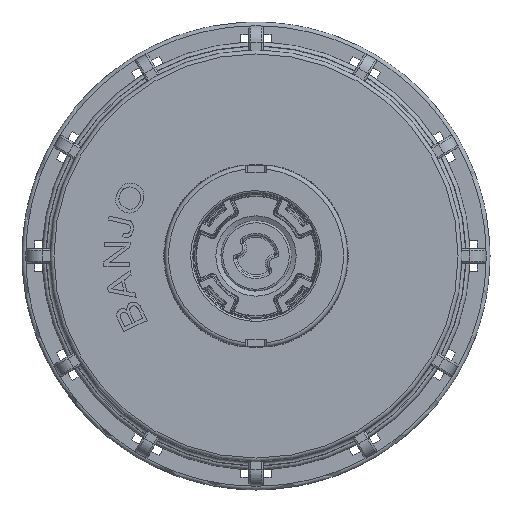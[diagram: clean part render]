
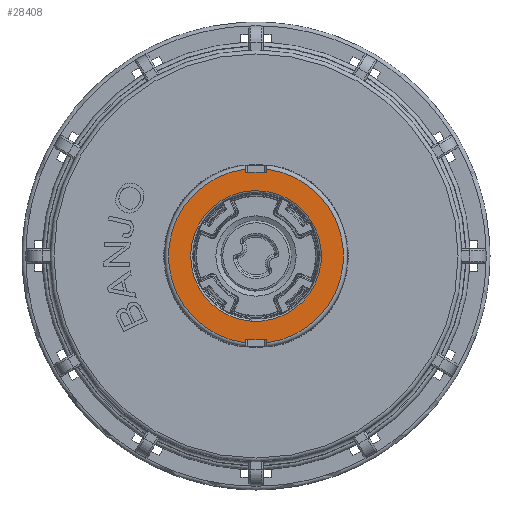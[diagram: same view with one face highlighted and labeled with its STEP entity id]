
A CAD part, left-side view. The second image highlights one B-rep face of the part: STEP entity #28408.
In plain terms, the highlighted face is planar.
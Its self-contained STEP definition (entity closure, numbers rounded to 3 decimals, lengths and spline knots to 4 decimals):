
#376=FACE_BOUND('',#8615,.T.);
#1555=LINE('',#50869,#3738);
#1561=LINE('',#50907,#3744);
#1934=LINE('',#52864,#4117);
#1935=LINE('',#52865,#4118);
#3738=VECTOR('',#35077,0.0436);
#3744=VECTOR('',#35089,0.0436);
#4117=VECTOR('',#36958,0.0436);
#4118=VECTOR('',#36959,0.0436);
#5479=PLANE('',#31061);
#6878=FACE_OUTER_BOUND('',#8614,.T.);
#8614=EDGE_LOOP('',(#23156,#23157,#23158,#23159,#23160,#23161,#23162,#23163,
#23164,#23165,#23166,#23167));
#8615=EDGE_LOOP('',(#23168));
#9853=CIRCLE('',#29940,1.0235);
#10086=CIRCLE('',#30304,0.015);
#10088=CIRCLE('',#30307,1.31);
#10089=CIRCLE('',#30309,0.015);
#10090=CIRCLE('',#30312,0.015);
#10091=CIRCLE('',#30315,0.015);
#10092=CIRCLE('',#30317,1.31);
#10277=CIRCLE('',#30503,1.37);
#10555=CIRCLE('',#30874,1.37);
#12419=VERTEX_POINT('',#45990);
#12764=VERTEX_POINT('',#50810);
#12765=VERTEX_POINT('',#50812);
#12769=VERTEX_POINT('',#50832);
#12771=VERTEX_POINT('',#50849);
#12774=VERTEX_POINT('',#50858);
#12777=VERTEX_POINT('',#50885);
#12778=VERTEX_POINT('',#50887);
#12781=VERTEX_POINT('',#50896);
#12784=VERTEX_POINT('',#50923);
#12785=VERTEX_POINT('',#50925);
#12971=VERTEX_POINT('',#51312);
#13344=VERTEX_POINT('',#52271);
#15500=EDGE_CURVE('',#12419,#12419,#9853,.T.);
#16091=EDGE_CURVE('',#12764,#12765,#10086,.T.);
#16097=EDGE_CURVE('',#12764,#12769,#10088,.T.);
#16100=EDGE_CURVE('',#12771,#12769,#10089,.T.);
#16105=EDGE_CURVE('',#12771,#12774,#1555,.T.);
#16108=EDGE_CURVE('',#12777,#12778,#10090,.T.);
#16114=EDGE_CURVE('',#12777,#12781,#1561,.T.);
#16117=EDGE_CURVE('',#12784,#12785,#10091,.T.);
#16119=EDGE_CURVE('',#12784,#12778,#10092,.T.);
#16307=EDGE_CURVE('',#12971,#12774,#10277,.T.);
#16773=EDGE_CURVE('',#13344,#12781,#10555,.T.);
#17055=EDGE_CURVE('',#12971,#12785,#1934,.T.);
#17056=EDGE_CURVE('',#13344,#12765,#1935,.T.);
#23156=ORIENTED_EDGE('',*,*,#16307,.F.);
#23157=ORIENTED_EDGE('',*,*,#17055,.T.);
#23158=ORIENTED_EDGE('',*,*,#16117,.F.);
#23159=ORIENTED_EDGE('',*,*,#16119,.T.);
#23160=ORIENTED_EDGE('',*,*,#16108,.F.);
#23161=ORIENTED_EDGE('',*,*,#16114,.T.);
#23162=ORIENTED_EDGE('',*,*,#16773,.F.);
#23163=ORIENTED_EDGE('',*,*,#17056,.T.);
#23164=ORIENTED_EDGE('',*,*,#16091,.F.);
#23165=ORIENTED_EDGE('',*,*,#16097,.T.);
#23166=ORIENTED_EDGE('',*,*,#16100,.F.);
#23167=ORIENTED_EDGE('',*,*,#16105,.T.);
#23168=ORIENTED_EDGE('',*,*,#15500,.F.);
#28408=ADVANCED_FACE('',(#6878,#376),#5479,.T.);
#29940=AXIS2_PLACEMENT_3D('',#45991,#34260,#34261);
#30304=AXIS2_PLACEMENT_3D('',#50813,#35057,#35058);
#30307=AXIS2_PLACEMENT_3D('',#50834,#35065,#35066);
#30309=AXIS2_PLACEMENT_3D('',#50851,#35070,#35071);
#30312=AXIS2_PLACEMENT_3D('',#50888,#35081,#35082);
#30315=AXIS2_PLACEMENT_3D('',#50926,#35093,#35094);
#30317=AXIS2_PLACEMENT_3D('',#50929,#35098,#35099);
#30503=AXIS2_PLACEMENT_3D('',#51323,#35470,#35471);
#30874=AXIS2_PLACEMENT_3D('',#52282,#36397,#36398);
#31061=AXIS2_PLACEMENT_3D('',#52863,#36956,#36957);
#34260=DIRECTION('center_axis',(0.,1.,0.));
#34261=DIRECTION('ref_axis',(-1.,0.,0.));
#35057=DIRECTION('center_axis',(0.,1.,0.));
#35058=DIRECTION('ref_axis',(0.667,0.,0.745));
#35065=DIRECTION('center_axis',(0.,1.,0.));
#35066=DIRECTION('ref_axis',(-1.,0.,0.));
#35070=DIRECTION('center_axis',(0.,1.,0.));
#35071=DIRECTION('ref_axis',(-0.667,0.,0.745));
#35077=DIRECTION('',(0.,0.,-1.));
#35081=DIRECTION('center_axis',(0.,1.,0.));
#35082=DIRECTION('ref_axis',(0.667,0.,-0.745));
#35089=DIRECTION('',(0.,0.,1.));
#35093=DIRECTION('center_axis',(0.,1.,0.));
#35094=DIRECTION('ref_axis',(-0.667,0.,-0.745));
#35098=DIRECTION('center_axis',(0.,1.,0.));
#35099=DIRECTION('ref_axis',(-1.,0.,0.));
#35470=DIRECTION('center_axis',(0.,-1.,0.));
#35471=DIRECTION('ref_axis',(-1.,0.,0.));
#36397=DIRECTION('center_axis',(0.,-1.,0.));
#36398=DIRECTION('ref_axis',(1.,0.,0.));
#36956=DIRECTION('center_axis',(0.,1.,0.));
#36957=DIRECTION('ref_axis',(0.,0.,1.));
#36958=DIRECTION('',(0.,0.,-1.));
#36959=DIRECTION('',(0.,0.,1.));
#45990=CARTESIAN_POINT('',(1.0235,0.,0.));
#45991=CARTESIAN_POINT('Origin',(0.,0.,0.));
#50810=CARTESIAN_POINT('',(0.1434,0.,-1.3021));
#50812=CARTESIAN_POINT('',(0.16,0.,-1.317));
#50813=CARTESIAN_POINT('Origin',(0.145,0.,-1.317));
#50832=CARTESIAN_POINT('',(-0.1434,0.,-1.3021));
#50834=CARTESIAN_POINT('Origin',(0.,0.,0.));
#50849=CARTESIAN_POINT('',(-0.16,0.,-1.317));
#50851=CARTESIAN_POINT('Origin',(-0.145,0.,-1.317));
#50858=CARTESIAN_POINT('',(-0.16,0.,-1.3606));
#50869=CARTESIAN_POINT('',(-0.16,0.,-0.7105));
#50885=CARTESIAN_POINT('',(0.16,0.,1.317));
#50887=CARTESIAN_POINT('',(0.1434,0.,1.3021));
#50888=CARTESIAN_POINT('Origin',(0.145,0.,1.317));
#50896=CARTESIAN_POINT('',(0.16,0.,1.3606));
#50907=CARTESIAN_POINT('',(0.16,0.,0.7105));
#50923=CARTESIAN_POINT('',(-0.1434,0.,1.3021));
#50925=CARTESIAN_POINT('',(-0.16,0.,1.317));
#50926=CARTESIAN_POINT('Origin',(-0.145,0.,1.317));
#50929=CARTESIAN_POINT('Origin',(0.,0.,0.));
#51312=CARTESIAN_POINT('',(-0.16,0.,1.3606));
#51323=CARTESIAN_POINT('Origin',(0.,0.,0.));
#52271=CARTESIAN_POINT('',(0.16,0.,-1.3606));
#52282=CARTESIAN_POINT('Origin',(0.,0.,0.));
#52863=CARTESIAN_POINT('Origin',(1.2125,0.,0.));
#52864=CARTESIAN_POINT('',(-0.16,0.,0.6501));
#52865=CARTESIAN_POINT('',(0.16,0.,-0.6501));
